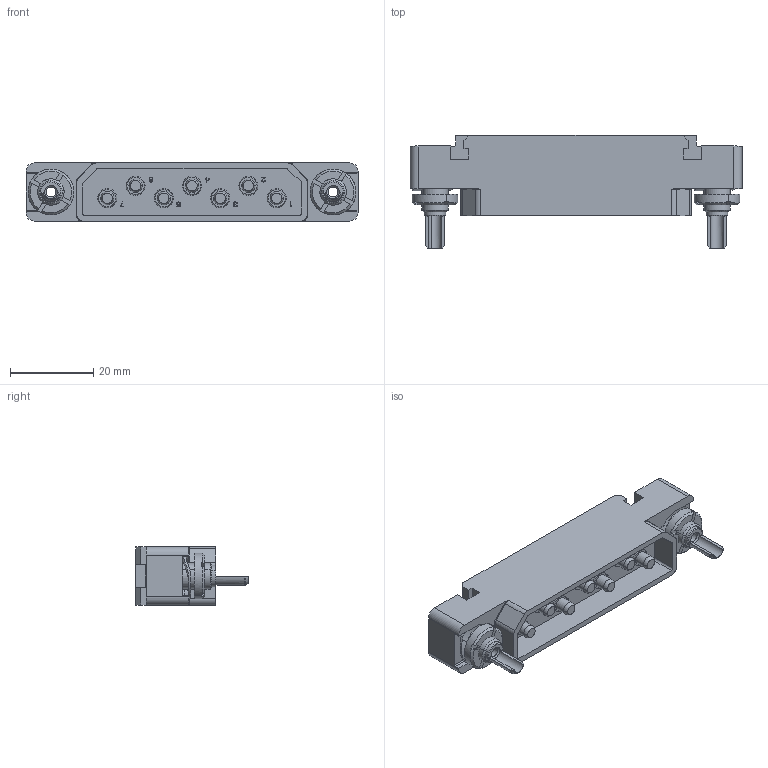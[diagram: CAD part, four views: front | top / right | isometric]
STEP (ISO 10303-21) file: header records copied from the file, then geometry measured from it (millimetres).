
FILE_DESCRIPTION((''),'2;1');
FILE_NAME('1900ND06P2B00B','2019-10-30T',('presta_be4'),(''),'CREO PARAMETRIC BY PTC INC, 2018360','CREO PARAMETRIC BY PTC INC, 2018360','');
FILE_SCHEMA(('CONFIG_CONTROL_DESIGN'));
Products named in the file (1): 1900ND06P2B00B
Bounding box: 80 x 27.35 x 14 mm (x, y, z)
Volume: 12475.9 mm3; surface area: 13351.3 mm2
Topology: 1 solids, 8 shells, 1558 faces, 4142 edges, 2671 vertices
Faces by surface type: plane 990, cylinder 328, cone 140, torus 56, extrusion 26, sphere 14, bspline 4
Entity records: 55139 total; most frequent: CARTESIAN_POINT 16089, ORIENTED_EDGE 8248, DIRECTION 7820, EDGE_CURVE 4124, VECTOR 3066, LINE 3040, VERTEX_POINT 2671, AXIS2_PLACEMENT_3D 2377
